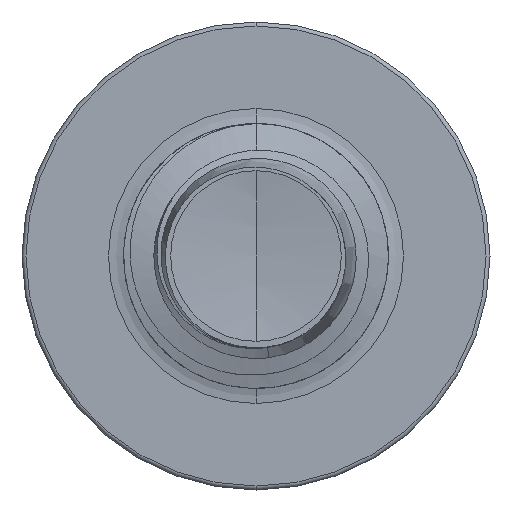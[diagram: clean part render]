
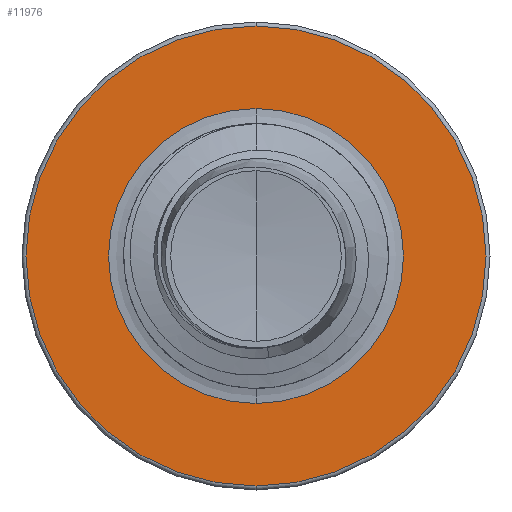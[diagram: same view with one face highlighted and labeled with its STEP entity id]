
A CAD part, front view. The second image highlights one B-rep face of the part: STEP entity #11976.
In plain terms, the highlighted planar face has unit normal (0, -1, 0).
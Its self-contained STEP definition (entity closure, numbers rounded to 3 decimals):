
#1623 = ORIENTED_EDGE ( 'NONE', *, *, #7794, .F. ) ;
#1909 = EDGE_CURVE ( 'NONE', #12472, #10452, #16666, .T. ) ;
#2590 = ORIENTED_EDGE ( 'NONE', *, *, #7682, .T. ) ;
#2640 = ORIENTED_EDGE ( 'NONE', *, *, #3412, .F. ) ;
#2886 = AXIS2_PLACEMENT_3D ( 'NONE', #2911, #13765, #4663 ) ;
#2911 = CARTESIAN_POINT ( 'NONE',  ( 0., 6.5, 0. ) ) ;
#3029 = AXIS2_PLACEMENT_3D ( 'NONE', #10032, #13151, #10252 ) ;
#3412 = EDGE_CURVE ( 'NONE', #7225, #12911, #4155, .T. ) ;
#4155 = CIRCLE ( 'NONE', #3029, 2.605 ) ;
#4418 = FACE_OUTER_BOUND ( 'NONE', #12656, .T. ) ;
#4663 = DIRECTION ( 'NONE',  ( 0., 0., 1. ) ) ;
#7225 = VERTEX_POINT ( 'NONE', #8658 ) ;
#7337 = AXIS2_PLACEMENT_3D ( 'NONE', #18641, #16066, #7474 ) ;
#7474 = DIRECTION ( 'NONE',  ( 0., 0., 1. ) ) ;
#7682 = EDGE_CURVE ( 'NONE', #10452, #12472, #8348, .T. ) ;
#7794 = EDGE_CURVE ( 'NONE', #12911, #7225, #18985, .T. ) ;
#8348 = CIRCLE ( 'NONE', #13682, 1.67 ) ;
#8658 = CARTESIAN_POINT ( 'NONE',  ( 0., 6.5, 2.605 ) ) ;
#9417 = CARTESIAN_POINT ( 'NONE',  ( 0., 6.5, 0. ) ) ;
#10032 = CARTESIAN_POINT ( 'NONE',  ( 0., 6.5, 0. ) ) ;
#10252 = DIRECTION ( 'NONE',  ( 0., 0., 1. ) ) ;
#10452 = VERTEX_POINT ( 'NONE', #10802 ) ;
#10802 = CARTESIAN_POINT ( 'NONE',  ( 0., 6.5, 1.67 ) ) ;
#10885 = DIRECTION ( 'NONE',  ( 0., 0., 1. ) ) ;
#11897 = PLANE ( 'NONE',  #7337 ) ;
#11976 = ADVANCED_FACE ( 'NONE', ( #4418, #19426 ), #11897, .F. ) ;
#12472 = VERTEX_POINT ( 'NONE', #16258 ) ;
#12636 = EDGE_LOOP ( 'NONE', ( #2590, #17182 ) ) ;
#12656 = EDGE_LOOP ( 'NONE', ( #2640, #1623 ) ) ;
#12911 = VERTEX_POINT ( 'NONE', #17736 ) ;
#13151 = DIRECTION ( 'NONE',  ( 0., 1., 0. ) ) ;
#13682 = AXIS2_PLACEMENT_3D ( 'NONE', #9417, #19051, #10885 ) ;
#13726 = DIRECTION ( 'NONE',  ( 0., 0., 1. ) ) ;
#13765 = DIRECTION ( 'NONE',  ( 0., 1., 0. ) ) ;
#13788 = DIRECTION ( 'NONE',  ( 0., 1., 0. ) ) ;
#14353 = CARTESIAN_POINT ( 'NONE',  ( 0., 6.5, 0. ) ) ;
#16066 = DIRECTION ( 'NONE',  ( 0., 1., 0. ) ) ;
#16258 = CARTESIAN_POINT ( 'NONE',  ( 0., 6.5, -1.67 ) ) ;
#16666 = CIRCLE ( 'NONE', #19574, 1.67 ) ;
#17182 = ORIENTED_EDGE ( 'NONE', *, *, #1909, .T. ) ;
#17736 = CARTESIAN_POINT ( 'NONE',  ( 0., 6.5, -2.605 ) ) ;
#18641 = CARTESIAN_POINT ( 'NONE',  ( 0., 6.5, -1.67 ) ) ;
#18985 = CIRCLE ( 'NONE', #2886, 2.605 ) ;
#19051 = DIRECTION ( 'NONE',  ( 0., 1., 0. ) ) ;
#19426 = FACE_BOUND ( 'NONE', #12636, .T. ) ;
#19574 = AXIS2_PLACEMENT_3D ( 'NONE', #14353, #13788, #13726 ) ;
